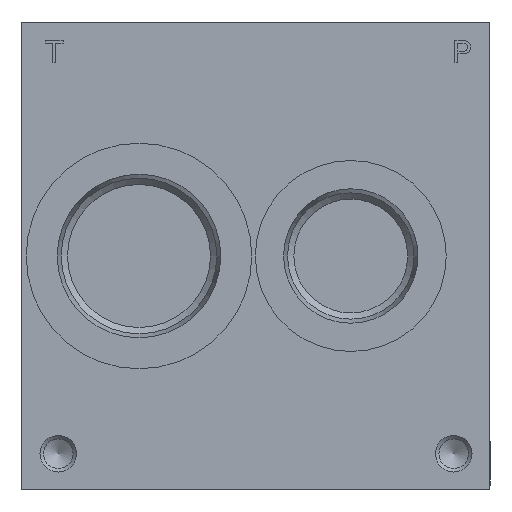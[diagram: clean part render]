
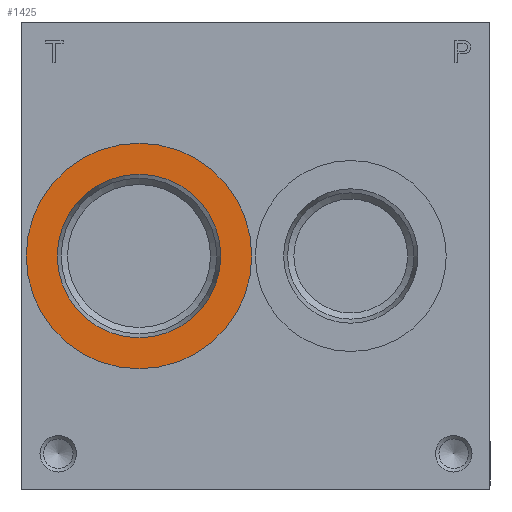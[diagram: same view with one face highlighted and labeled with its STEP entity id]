
A CAD part, left-side view. The second image highlights one B-rep face of the part: STEP entity #1425.
In plain terms, the highlighted planar face has unit normal (-1, 0, 0).
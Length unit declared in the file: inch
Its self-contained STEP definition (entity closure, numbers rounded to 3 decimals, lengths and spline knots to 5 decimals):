
#1425 = ADVANCED_FACE( '', ( #3199, #3200 ), #3201, .T. );
#3199 = FACE_BOUND( '', #5131, .T. );
#3200 = FACE_OUTER_BOUND( '', #5132, .T. );
#3201 = PLANE( '', #5133 );
#5131 = EDGE_LOOP( '', ( #8985 ) );
#5132 = EDGE_LOOP( '', ( #8986 ) );
#5133 = AXIS2_PLACEMENT_3D( '', #8987, #8988, #8989 );
#8985 = ORIENTED_EDGE( '', *, *, #11038, .T. );
#8986 = ORIENTED_EDGE( '', *, *, #11390, .F. );
#8987 = CARTESIAN_POINT( '', ( 0.031, 3.964, 2. ) );
#8988 = DIRECTION( '', ( -1., 0., 0. ) );
#8989 = DIRECTION( '', ( 0., 0., 1. ) );
#11038 = EDGE_CURVE( '', #13354, #13354, #13355, .T. );
#11390 = EDGE_CURVE( '', #13810, #13810, #13811, .T. );
#13354 = VERTEX_POINT( '', #16345 );
#13355 = CIRCLE( '', #16346, 0.699 );
#13810 = VERTEX_POINT( '', #16931 );
#13811 = CIRCLE( '', #16932, 0.964 );
#16345 = CARTESIAN_POINT( '', ( 0.031, 3., 1.301 ) );
#16346 = AXIS2_PLACEMENT_3D( '', #18580, #18581, #18582 );
#16931 = CARTESIAN_POINT( '', ( 0.031, 3., 1.036 ) );
#16932 = AXIS2_PLACEMENT_3D( '', #18917, #18918, #18919 );
#18580 = CARTESIAN_POINT( '', ( 0.031, 3., 2. ) );
#18581 = DIRECTION( '', ( 1., 0., 0. ) );
#18582 = DIRECTION( '', ( 0., 0., -1. ) );
#18917 = CARTESIAN_POINT( '', ( 0.031, 3., 2. ) );
#18918 = DIRECTION( '', ( 1., 0., 0. ) );
#18919 = DIRECTION( '', ( 0., 0., -1. ) );
